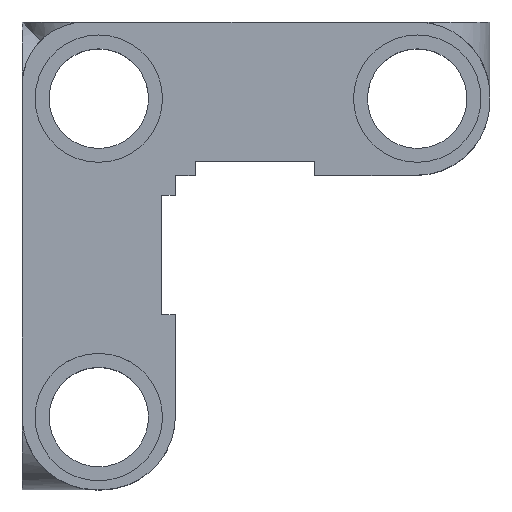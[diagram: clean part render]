
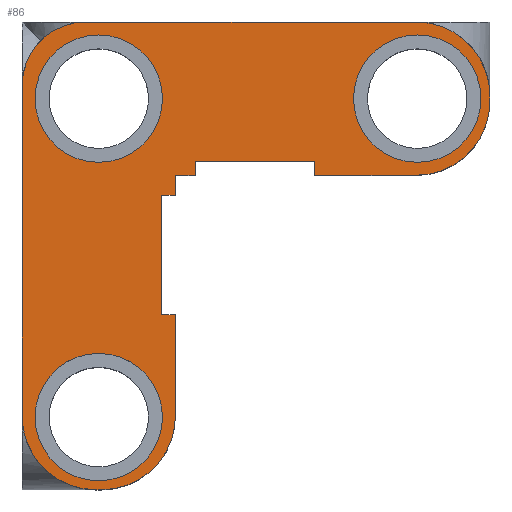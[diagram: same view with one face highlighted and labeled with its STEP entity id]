
A CAD part, top view. The second image highlights one B-rep face of the part: STEP entity #86.
In plain terms, the highlighted planar face has unit normal (0, 0, 1).
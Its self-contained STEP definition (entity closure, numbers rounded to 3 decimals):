
#86=ADVANCED_FACE('',(#367,#369,#371,#373),#375,.T.);
#367=FACE_BOUND('',#368,.T.);
#368=EDGE_LOOP('',(#670,#671,#672,#673,#674,#675,#676,#677,#678,#679,#680,#681,#682,
#683,#684,#685,#686,#687,#688));
#369=FACE_BOUND('',#370,.T.);
#370=EDGE_LOOP('',(#689));
#371=FACE_BOUND('',#372,.T.);
#372=EDGE_LOOP('',(#690));
#373=FACE_BOUND('',#374,.T.);
#374=EDGE_LOOP('',(#691));
#375=PLANE('',#376);
#376=AXIS2_PLACEMENT_3D('',#377,#378,#379);
#377=CARTESIAN_POINT('',(0.,0.,7.5));
#378=DIRECTION('',(0.,0.,1.));
#379=DIRECTION('',(-1.,0.,0.));
#670=ORIENTED_EDGE('',*,*,#823,.F.);
#671=ORIENTED_EDGE('',*,*,#814,.T.);
#672=ORIENTED_EDGE('',*,*,#824,.T.);
#673=ORIENTED_EDGE('',*,*,#804,.T.);
#674=ORIENTED_EDGE('',*,*,#802,.T.);
#675=ORIENTED_EDGE('',*,*,#800,.T.);
#676=ORIENTED_EDGE('',*,*,#799,.T.);
#677=ORIENTED_EDGE('',*,*,#795,.T.);
#678=ORIENTED_EDGE('',*,*,#793,.T.);
#679=ORIENTED_EDGE('',*,*,#792,.T.);
#680=ORIENTED_EDGE('',*,*,#789,.T.);
#681=ORIENTED_EDGE('',*,*,#788,.T.);
#682=ORIENTED_EDGE('',*,*,#784,.T.);
#683=ORIENTED_EDGE('',*,*,#782,.T.);
#684=ORIENTED_EDGE('',*,*,#781,.T.);
#685=ORIENTED_EDGE('',*,*,#778,.T.);
#686=ORIENTED_EDGE('',*,*,#776,.T.);
#687=ORIENTED_EDGE('',*,*,#825,.T.);
#688=ORIENTED_EDGE('',*,*,#768,.T.);
#689=ORIENTED_EDGE('',*,*,#826,.T.);
#690=ORIENTED_EDGE('',*,*,#827,.T.);
#691=ORIENTED_EDGE('',*,*,#828,.T.);
#768=EDGE_CURVE('',#908,#906,#909,.T.);
#776=EDGE_CURVE('',#922,#920,#923,.T.);
#778=EDGE_CURVE('',#925,#922,#926,.T.);
#781=EDGE_CURVE('',#928,#925,#930,.T.);
#782=EDGE_CURVE('',#931,#928,#932,.F.);
#784=EDGE_CURVE('',#934,#931,#935,.F.);
#788=EDGE_CURVE('',#939,#934,#941,.F.);
#789=EDGE_CURVE('',#942,#939,#943,.T.);
#792=EDGE_CURVE('',#945,#942,#947,.T.);
#793=EDGE_CURVE('',#948,#945,#949,.F.);
#795=EDGE_CURVE('',#951,#948,#952,.F.);
#799=EDGE_CURVE('',#956,#951,#958,.F.);
#800=EDGE_CURVE('',#959,#956,#960,.T.);
#802=EDGE_CURVE('',#962,#959,#963,.T.);
#804=EDGE_CURVE('',#965,#962,#966,.T.);
#814=EDGE_CURVE('',#974,#980,#982,.T.);
#823=EDGE_CURVE('',#974,#906,#996,.F.);
#824=EDGE_CURVE('',#980,#965,#997,.T.);
#825=EDGE_CURVE('',#920,#908,#998,.T.);
#826=EDGE_CURVE('',#999,#999,#1000,.F.);
#827=EDGE_CURVE('',#1001,#1001,#1002,.F.);
#828=EDGE_CURVE('',#1003,#1003,#1004,.F.);
#906=VERTEX_POINT('',#1237);
#908=VERTEX_POINT('',#1241);
#909=LINE('',#1242,#1243);
#920=VERTEX_POINT('',#1323);
#922=VERTEX_POINT('',#1327);
#923=LINE('',#1328,#1329);
#925=VERTEX_POINT('',#1334);
#926=CIRCLE('',#1335,3.7);
#928=VERTEX_POINT('',#1342);
#930=LINE('',#1346,#1347);
#931=VERTEX_POINT('',#1349);
#932=LINE('',#1350,#1351);
#934=VERTEX_POINT('',#1356);
#935=LINE('',#1357,#1358);
#939=VERTEX_POINT('',#1368);
#941=LINE('',#1372,#1373);
#942=VERTEX_POINT('',#1375);
#943=LINE('',#1376,#1377);
#945=VERTEX_POINT('',#1382);
#947=LINE('',#1386,#1387);
#948=VERTEX_POINT('',#1389);
#949=LINE('',#1390,#1391);
#951=VERTEX_POINT('',#1396);
#952=LINE('',#1397,#1398);
#956=VERTEX_POINT('',#1408);
#958=LINE('',#1412,#1413);
#959=VERTEX_POINT('',#1415);
#960=LINE('',#1416,#1417);
#962=VERTEX_POINT('',#1422);
#963=CIRCLE('',#1423,3.7);
#965=VERTEX_POINT('',#1430);
#966=LINE('',#1431,#1432);
#974=VERTEX_POINT('',#1503);
#980=VERTEX_POINT('',#1520);
#982=LINE('',#1524,#1525);
#996=CIRCLE('',#1626,3.2);
#997=CIRCLE('',#1630,3.7);
#998=CIRCLE('',#1634,3.7);
#999=VERTEX_POINT('',#1638);
#1000=CIRCLE('',#1639,3.2);
#1001=VERTEX_POINT('',#1643);
#1002=CIRCLE('',#1644,3.2);
#1003=VERTEX_POINT('',#1648);
#1004=CIRCLE('',#1649,3.2);
#1237=CARTESIAN_POINT('',(3.2,0.,7.5));
#1241=CARTESIAN_POINT('',(19.8,0.,7.5));
#1242=CARTESIAN_POINT('',(19.8,0.,7.5));
#1243=VECTOR('',#1244,1.);
#1244=DIRECTION('',(-1.,0.,0.));
#1323=CARTESIAN_POINT('',(23.5,-3.7,7.5));
#1327=CARTESIAN_POINT('',(23.5,-4.,7.5));
#1328=CARTESIAN_POINT('',(23.5,-4.,7.5));
#1329=VECTOR('',#1330,1.);
#1330=DIRECTION('',(0.,1.,0.));
#1334=CARTESIAN_POINT('',(19.8,-7.7,7.5));
#1335=AXIS2_PLACEMENT_3D('',#1336,#1337,#1338);
#1336=CARTESIAN_POINT('',(19.8,-4.,7.5));
#1337=DIRECTION('',(0.,0.,1.));
#1338=DIRECTION('',(0.,-1.,0.));
#1342=CARTESIAN_POINT('',(14.7,-7.7,7.5));
#1346=CARTESIAN_POINT('',(14.7,-7.7,7.5));
#1347=VECTOR('',#1348,1.);
#1348=DIRECTION('',(1.,0.,0.));
#1349=CARTESIAN_POINT('',(14.7,-7.,7.5));
#1350=CARTESIAN_POINT('',(14.7,-7.7,7.5));
#1351=VECTOR('',#1352,1.);
#1352=DIRECTION('',(0.,1.,0.));
#1356=CARTESIAN_POINT('',(8.7,-7.,7.5));
#1357=CARTESIAN_POINT('',(14.7,-7.,7.5));
#1358=VECTOR('',#1359,1.);
#1359=DIRECTION('',(-1.,0.,0.));
#1368=CARTESIAN_POINT('',(8.7,-7.7,7.5));
#1372=CARTESIAN_POINT('',(8.7,-7.,7.5));
#1373=VECTOR('',#1374,1.);
#1374=DIRECTION('',(0.,-1.,0.));
#1375=CARTESIAN_POINT('',(7.7,-7.7,7.5));
#1376=CARTESIAN_POINT('',(7.7,-7.7,7.5));
#1377=VECTOR('',#1378,1.);
#1378=DIRECTION('',(1.,0.,0.));
#1382=CARTESIAN_POINT('',(7.7,-8.7,7.5));
#1386=CARTESIAN_POINT('',(7.7,-8.7,7.5));
#1387=VECTOR('',#1388,1.);
#1388=DIRECTION('',(0.,1.,0.));
#1389=CARTESIAN_POINT('',(7.,-8.7,7.5));
#1390=CARTESIAN_POINT('',(7.7,-8.7,7.5));
#1391=VECTOR('',#1392,1.);
#1392=DIRECTION('',(-1.,0.,0.));
#1396=CARTESIAN_POINT('',(7.,-14.7,7.5));
#1397=CARTESIAN_POINT('',(7.,-8.7,7.5));
#1398=VECTOR('',#1399,1.);
#1399=DIRECTION('',(0.,-1.,0.));
#1408=CARTESIAN_POINT('',(7.7,-14.7,7.5));
#1412=CARTESIAN_POINT('',(7.,-14.7,7.5));
#1413=VECTOR('',#1414,1.);
#1414=DIRECTION('',(1.,0.,0.));
#1415=CARTESIAN_POINT('',(7.7,-19.8,7.5));
#1416=CARTESIAN_POINT('',(7.7,-19.8,7.5));
#1417=VECTOR('',#1418,1.);
#1418=DIRECTION('',(0.,1.,0.));
#1422=CARTESIAN_POINT('',(4.,-23.5,7.5));
#1423=AXIS2_PLACEMENT_3D('',#1424,#1425,#1426);
#1424=CARTESIAN_POINT('',(4.,-19.8,7.5));
#1425=DIRECTION('',(0.,0.,1.));
#1426=DIRECTION('',(0.,-1.,0.));
#1430=CARTESIAN_POINT('',(3.7,-23.5,7.5));
#1431=CARTESIAN_POINT('',(3.7,-23.5,7.5));
#1432=VECTOR('',#1433,1.);
#1433=DIRECTION('',(1.,0.,0.));
#1503=CARTESIAN_POINT('',(0.,-3.2,7.5));
#1520=CARTESIAN_POINT('',(0.,-19.8,7.5));
#1524=CARTESIAN_POINT('',(0.,-3.2,7.5));
#1525=VECTOR('',#1526,1.);
#1526=DIRECTION('',(0.,-1.,0.));
#1626=AXIS2_PLACEMENT_3D('',#1627,#1628,#1629);
#1627=CARTESIAN_POINT('',(3.2,-3.2,7.5));
#1628=DIRECTION('',(0.,0.,1.));
#1629=DIRECTION('',(0.,1.,0.));
#1630=AXIS2_PLACEMENT_3D('',#1631,#1632,#1633);
#1631=CARTESIAN_POINT('',(3.7,-19.8,7.5));
#1632=DIRECTION('',(0.,0.,1.));
#1633=DIRECTION('',(-1.,0.,0.));
#1634=AXIS2_PLACEMENT_3D('',#1635,#1636,#1637);
#1635=CARTESIAN_POINT('',(19.8,-3.7,7.5));
#1636=DIRECTION('',(0.,0.,1.));
#1637=DIRECTION('',(1.,0.,0.));
#1638=CARTESIAN_POINT('',(3.85,-0.65,7.5));
#1639=AXIS2_PLACEMENT_3D('',#1640,#1641,#1642);
#1640=CARTESIAN_POINT('',(3.85,-3.85,7.5));
#1641=DIRECTION('',(0.,0.,1.));
#1642=DIRECTION('',(0.,1.,0.));
#1643=CARTESIAN_POINT('',(3.85,-16.65,7.5));
#1644=AXIS2_PLACEMENT_3D('',#1645,#1646,#1647);
#1645=CARTESIAN_POINT('',(3.85,-19.85,7.5));
#1646=DIRECTION('',(0.,0.,1.));
#1647=DIRECTION('',(0.,1.,0.));
#1648=CARTESIAN_POINT('',(19.85,-0.65,7.5));
#1649=AXIS2_PLACEMENT_3D('',#1650,#1651,#1652);
#1650=CARTESIAN_POINT('',(19.85,-3.85,7.5));
#1651=DIRECTION('',(0.,0.,1.));
#1652=DIRECTION('',(0.,1.,0.));
